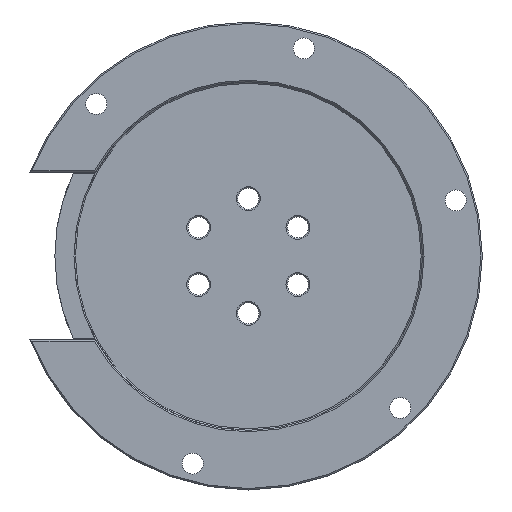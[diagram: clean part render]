
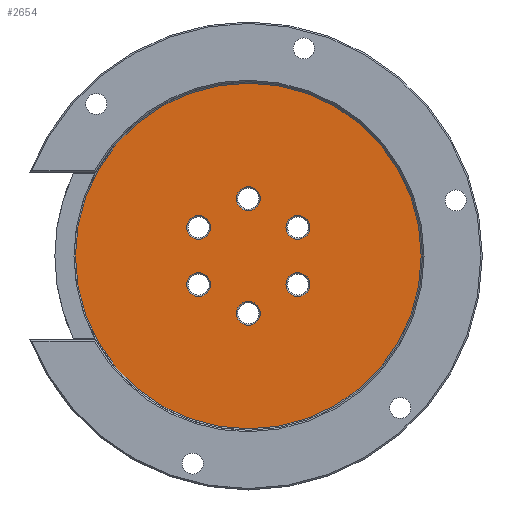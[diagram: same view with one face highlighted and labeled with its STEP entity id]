
A CAD part, front view. The second image highlights one B-rep face of the part: STEP entity #2654.
In plain terms, the highlighted planar face has unit normal (0, -1, 0).
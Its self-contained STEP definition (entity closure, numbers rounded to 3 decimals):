
#3 = CIRCLE ( 'NONE', #1908, 2.5 ) ;
#35 = CARTESIAN_POINT ( 'NONE',  ( -10.392, 16.5, -8.5 ) ) ;
#40 = FACE_BOUND ( 'NONE', #2239, .T. ) ;
#44 = AXIS2_PLACEMENT_3D ( 'NONE', #2939, #2010, #2366 ) ;
#52 = CIRCLE ( 'NONE', #364, 2.5 ) ;
#74 = EDGE_CURVE ( 'NONE', #3346, #2756, #2664, .T. ) ;
#82 = VERTEX_POINT ( 'NONE', #2008 ) ;
#104 = AXIS2_PLACEMENT_3D ( 'NONE', #2608, #1998, #1759 ) ;
#162 = CARTESIAN_POINT ( 'NONE',  ( 10.392, 16.5, -3.5 ) ) ;
#225 = VERTEX_POINT ( 'NONE', #3607 ) ;
#247 = EDGE_CURVE ( 'NONE', #1143, #3110, #3, .T. ) ;
#251 = EDGE_CURVE ( 'NONE', #3265, #1432, #3298, .T. ) ;
#270 = CIRCLE ( 'NONE', #329, 2.5 ) ;
#295 = FACE_OUTER_BOUND ( 'NONE', #3133, .T. ) ;
#301 = ORIENTED_EDGE ( 'NONE', *, *, #438, .T. ) ;
#329 = AXIS2_PLACEMENT_3D ( 'NONE', #2538, #2917, #2519 ) ;
#353 = DIRECTION ( 'NONE',  ( 0., 1., 0. ) ) ;
#364 = AXIS2_PLACEMENT_3D ( 'NONE', #3505, #2339, #2631 ) ;
#368 = EDGE_CURVE ( 'NONE', #1271, #3062, #2731, .T. ) ;
#418 = DIRECTION ( 'NONE',  ( 0., 0., 1. ) ) ;
#438 = EDGE_CURVE ( 'NONE', #2794, #2338, #2539, .T. ) ;
#496 = ORIENTED_EDGE ( 'NONE', *, *, #3699, .T. ) ;
#506 = DIRECTION ( 'NONE',  ( 0., 0., 1. ) ) ;
#628 = CARTESIAN_POINT ( 'NONE',  ( -10.392, 16.5, 6. ) ) ;
#649 = ORIENTED_EDGE ( 'NONE', *, *, #251, .T. ) ;
#720 = ORIENTED_EDGE ( 'NONE', *, *, #2859, .T. ) ;
#764 = ORIENTED_EDGE ( 'NONE', *, *, #2490, .T. ) ;
#784 = DIRECTION ( 'NONE',  ( 0., 1., 0. ) ) ;
#814 = EDGE_CURVE ( 'NONE', #1721, #884, #3458, .T. ) ;
#841 = CARTESIAN_POINT ( 'NONE',  ( 0., 16.5, 12. ) ) ;
#863 = DIRECTION ( 'NONE',  ( 0., 0., 1. ) ) ;
#878 = DIRECTION ( 'NONE',  ( 0., 0., 1. ) ) ;
#884 = VERTEX_POINT ( 'NONE', #3755 ) ;
#903 = DIRECTION ( 'NONE',  ( 0., 0., 1. ) ) ;
#1004 = DIRECTION ( 'NONE',  ( 0., 1., 0. ) ) ;
#1067 = AXIS2_PLACEMENT_3D ( 'NONE', #3456, #1638, #1619 ) ;
#1143 = VERTEX_POINT ( 'NONE', #1256 ) ;
#1149 = EDGE_CURVE ( 'NONE', #1432, #3265, #2850, .T. ) ;
#1246 = CARTESIAN_POINT ( 'NONE',  ( 0., 16.5, 9.5 ) ) ;
#1256 = CARTESIAN_POINT ( 'NONE',  ( 0., 16.5, -9.5 ) ) ;
#1267 = EDGE_CURVE ( 'NONE', #2338, #2794, #1778, .T. ) ;
#1271 = VERTEX_POINT ( 'NONE', #1316 ) ;
#1308 = CARTESIAN_POINT ( 'NONE',  ( -10.392, 16.5, -3.5 ) ) ;
#1316 = CARTESIAN_POINT ( 'NONE',  ( -10.392, 16.5, 8.5 ) ) ;
#1336 = AXIS2_PLACEMENT_3D ( 'NONE', #2875, #1967, #506 ) ;
#1343 = CARTESIAN_POINT ( 'NONE',  ( -10.392, 16.5, -6. ) ) ;
#1370 = CARTESIAN_POINT ( 'NONE',  ( -10.392, 16.5, 3.5 ) ) ;
#1432 = VERTEX_POINT ( 'NONE', #3211 ) ;
#1485 = EDGE_CURVE ( 'NONE', #225, #82, #270, .T. ) ;
#1507 = DIRECTION ( 'NONE',  ( 0., 1., 0. ) ) ;
#1514 = CARTESIAN_POINT ( 'NONE',  ( 0., 16.5, 0. ) ) ;
#1552 = EDGE_LOOP ( 'NONE', ( #1602, #2330 ) ) ;
#1560 = AXIS2_PLACEMENT_3D ( 'NONE', #2751, #3185, #418 ) ;
#1602 = ORIENTED_EDGE ( 'NONE', *, *, #74, .T. ) ;
#1616 = ORIENTED_EDGE ( 'NONE', *, *, #3188, .T. ) ;
#1619 = DIRECTION ( 'NONE',  ( 0., 0., 1. ) ) ;
#1638 = DIRECTION ( 'NONE',  ( 0., 1., 0. ) ) ;
#1674 = CARTESIAN_POINT ( 'NONE',  ( 10.392, 16.5, -8.5 ) ) ;
#1721 = VERTEX_POINT ( 'NONE', #2135 ) ;
#1752 = CARTESIAN_POINT ( 'NONE',  ( 10.392, 16.5, 6. ) ) ;
#1759 = DIRECTION ( 'NONE',  ( 0., 0., 1. ) ) ;
#1778 = CIRCLE ( 'NONE', #1067, 2.5 ) ;
#1793 = CARTESIAN_POINT ( 'NONE',  ( 0., 16.5, -14.5 ) ) ;
#1814 = FACE_BOUND ( 'NONE', #2258, .T. ) ;
#1840 = FACE_BOUND ( 'NONE', #3892, .T. ) ;
#1843 = DIRECTION ( 'NONE',  ( 0., 0., 1. ) ) ;
#1844 = AXIS2_PLACEMENT_3D ( 'NONE', #2619, #784, #3785 ) ;
#1903 = EDGE_CURVE ( 'NONE', #2756, #3346, #3278, .T. ) ;
#1908 = AXIS2_PLACEMENT_3D ( 'NONE', #2101, #1507, #878 ) ;
#1967 = DIRECTION ( 'NONE',  ( 0., 1., 0. ) ) ;
#1998 = DIRECTION ( 'NONE',  ( 0., -1., 0. ) ) ;
#2008 = CARTESIAN_POINT ( 'NONE',  ( 10.392, 16.5, 3.5 ) ) ;
#2010 = DIRECTION ( 'NONE',  ( 0., 1., 0. ) ) ;
#2014 = ORIENTED_EDGE ( 'NONE', *, *, #247, .T. ) ;
#2101 = CARTESIAN_POINT ( 'NONE',  ( 0., 16.5, -12. ) ) ;
#2120 = EDGE_LOOP ( 'NONE', ( #720, #2014 ) ) ;
#2135 = CARTESIAN_POINT ( 'NONE',  ( 0., 16.5, 36.2 ) ) ;
#2149 = AXIS2_PLACEMENT_3D ( 'NONE', #3613, #353, #1843 ) ;
#2239 = EDGE_LOOP ( 'NONE', ( #496, #2924 ) ) ;
#2258 = EDGE_LOOP ( 'NONE', ( #301, #3398 ) ) ;
#2330 = ORIENTED_EDGE ( 'NONE', *, *, #1903, .T. ) ;
#2338 = VERTEX_POINT ( 'NONE', #162 ) ;
#2339 = DIRECTION ( 'NONE',  ( 0., 1., 0. ) ) ;
#2366 = DIRECTION ( 'NONE',  ( 0., 0., 1. ) ) ;
#2372 = ORIENTED_EDGE ( 'NONE', *, *, #814, .T. ) ;
#2404 = FACE_BOUND ( 'NONE', #2120, .T. ) ;
#2490 = EDGE_CURVE ( 'NONE', #884, #1721, #3212, .T. ) ;
#2519 = DIRECTION ( 'NONE',  ( 0., 0., 1. ) ) ;
#2538 = CARTESIAN_POINT ( 'NONE',  ( 10.392, 16.5, 6. ) ) ;
#2539 = CIRCLE ( 'NONE', #1336, 2.5 ) ;
#2550 = DIRECTION ( 'NONE',  ( 0., 0., 1. ) ) ;
#2568 = DIRECTION ( 'NONE',  ( 0., 1., 0. ) ) ;
#2608 = CARTESIAN_POINT ( 'NONE',  ( 0., 16.5, 0. ) ) ;
#2619 = CARTESIAN_POINT ( 'NONE',  ( -10.392, 16.5, -6. ) ) ;
#2631 = DIRECTION ( 'NONE',  ( 0., 0., 1. ) ) ;
#2654 = ADVANCED_FACE ( 'NONE', ( #2404, #2726, #40, #1840, #1814, #3361, #295 ), #2744, .F. ) ;
#2664 = CIRCLE ( 'NONE', #1844, 2.5 ) ;
#2695 = DIRECTION ( 'NONE',  ( 0., 0., 1. ) ) ;
#2719 = DIRECTION ( 'NONE',  ( 0., 1., 0. ) ) ;
#2726 = FACE_BOUND ( 'NONE', #1552, .T. ) ;
#2731 = CIRCLE ( 'NONE', #3103, 2.5 ) ;
#2744 = PLANE ( 'NONE',  #3910 ) ;
#2751 = CARTESIAN_POINT ( 'NONE',  ( 0., 16.5, 0. ) ) ;
#2756 = VERTEX_POINT ( 'NONE', #1308 ) ;
#2794 = VERTEX_POINT ( 'NONE', #1674 ) ;
#2850 = CIRCLE ( 'NONE', #2149, 2.5 ) ;
#2859 = EDGE_CURVE ( 'NONE', #3110, #1143, #3717, .T. ) ;
#2875 = CARTESIAN_POINT ( 'NONE',  ( 10.392, 16.5, -6. ) ) ;
#2907 = AXIS2_PLACEMENT_3D ( 'NONE', #1752, #3534, #863 ) ;
#2917 = DIRECTION ( 'NONE',  ( 0., 1., 0. ) ) ;
#2924 = ORIENTED_EDGE ( 'NONE', *, *, #368, .T. ) ;
#2939 = CARTESIAN_POINT ( 'NONE',  ( 0., 16.5, -12. ) ) ;
#3027 = CIRCLE ( 'NONE', #2907, 2.5 ) ;
#3062 = VERTEX_POINT ( 'NONE', #1370 ) ;
#3103 = AXIS2_PLACEMENT_3D ( 'NONE', #628, #1004, #3430 ) ;
#3110 = VERTEX_POINT ( 'NONE', #1793 ) ;
#3133 = EDGE_LOOP ( 'NONE', ( #764, #2372 ) ) ;
#3185 = DIRECTION ( 'NONE',  ( 0., -1., 0. ) ) ;
#3188 = EDGE_CURVE ( 'NONE', #82, #225, #3027, .T. ) ;
#3211 = CARTESIAN_POINT ( 'NONE',  ( 0., 16.5, 14.5 ) ) ;
#3212 = CIRCLE ( 'NONE', #104, 36.2 ) ;
#3265 = VERTEX_POINT ( 'NONE', #1246 ) ;
#3278 = CIRCLE ( 'NONE', #3649, 2.5 ) ;
#3298 = CIRCLE ( 'NONE', #3869, 2.5 ) ;
#3321 = ORIENTED_EDGE ( 'NONE', *, *, #1149, .T. ) ;
#3346 = VERTEX_POINT ( 'NONE', #35 ) ;
#3361 = FACE_BOUND ( 'NONE', #3625, .T. ) ;
#3398 = ORIENTED_EDGE ( 'NONE', *, *, #1267, .T. ) ;
#3430 = DIRECTION ( 'NONE',  ( 0., 0., 1. ) ) ;
#3456 = CARTESIAN_POINT ( 'NONE',  ( 10.392, 16.5, -6. ) ) ;
#3458 = CIRCLE ( 'NONE', #1560, 36.2 ) ;
#3505 = CARTESIAN_POINT ( 'NONE',  ( -10.392, 16.5, 6. ) ) ;
#3534 = DIRECTION ( 'NONE',  ( 0., 1., 0. ) ) ;
#3607 = CARTESIAN_POINT ( 'NONE',  ( 10.392, 16.5, 8.5 ) ) ;
#3613 = CARTESIAN_POINT ( 'NONE',  ( 0., 16.5, 12. ) ) ;
#3625 = EDGE_LOOP ( 'NONE', ( #1616, #3705 ) ) ;
#3628 = DIRECTION ( 'NONE',  ( 0., 1., 0. ) ) ;
#3649 = AXIS2_PLACEMENT_3D ( 'NONE', #1343, #2568, #2550 ) ;
#3699 = EDGE_CURVE ( 'NONE', #3062, #1271, #52, .T. ) ;
#3705 = ORIENTED_EDGE ( 'NONE', *, *, #1485, .T. ) ;
#3717 = CIRCLE ( 'NONE', #44, 2.5 ) ;
#3755 = CARTESIAN_POINT ( 'NONE',  ( 0., 16.5, -36.2 ) ) ;
#3785 = DIRECTION ( 'NONE',  ( 0., 0., 1. ) ) ;
#3869 = AXIS2_PLACEMENT_3D ( 'NONE', #841, #2719, #2695 ) ;
#3892 = EDGE_LOOP ( 'NONE', ( #649, #3321 ) ) ;
#3910 = AXIS2_PLACEMENT_3D ( 'NONE', #1514, #3628, #903 ) ;
